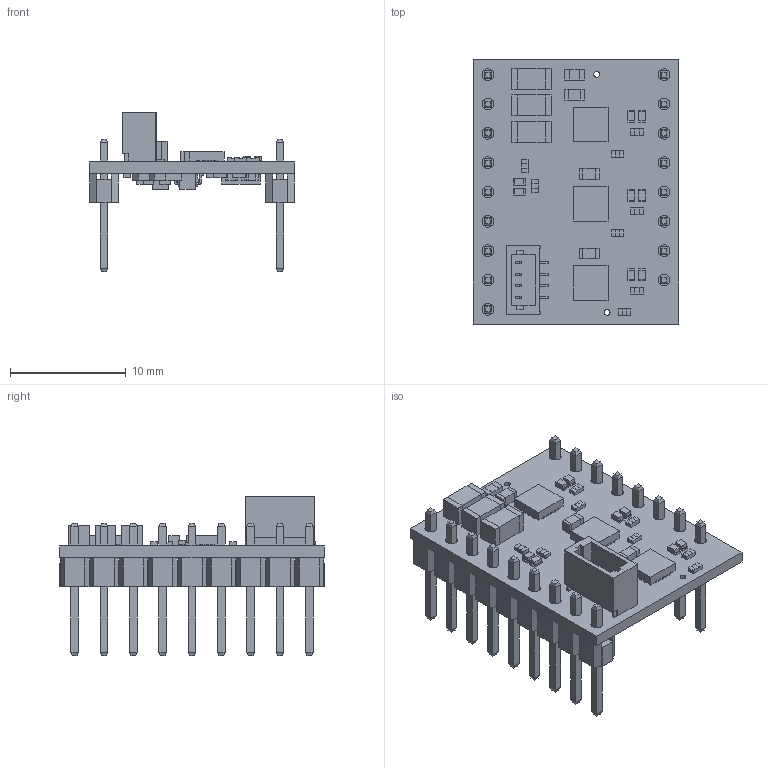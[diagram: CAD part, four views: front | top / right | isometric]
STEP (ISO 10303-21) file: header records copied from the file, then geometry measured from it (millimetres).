
FILE_DESCRIPTION (( 'STEP AP214' ), '1' );
FILE_NAME ('mc3t41a-motoron-m3t453-triple-i2c-motor-controller.STEP', '2025-12-09T01:49:17', ( '' ), ( '' ), 'SwSTEP 2.0', 'SolidWorks 2025', '' );
FILE_SCHEMA (( 'AUTOMOTIVE_DESIGN' ));
Length unit declared in the file: millimetre
Products named in the file (1): mc3t41a-motoron-m3t453-triple-i2c-motor-controller
Bounding box: 17.78 x 22.86 x 13.84 mm (x, y, z)
Volume: 829.9 mm3; surface area: 2278.3 mm2
Topology: 3 solids, 3 shells, 1901 faces, 5144 edges, 3332 vertices
Faces by surface type: plane 1608, bspline 187, cylinder 106
Entity records: 86392 total; most frequent: CARTESIAN_POINT 18713, ORIENTED_EDGE 10288, DIRECTION 8328, EDGE_CURVE 5144, VECTOR 4474, LINE 4474, VERTEX_POINT 3332, EDGE_LOOP 2138
